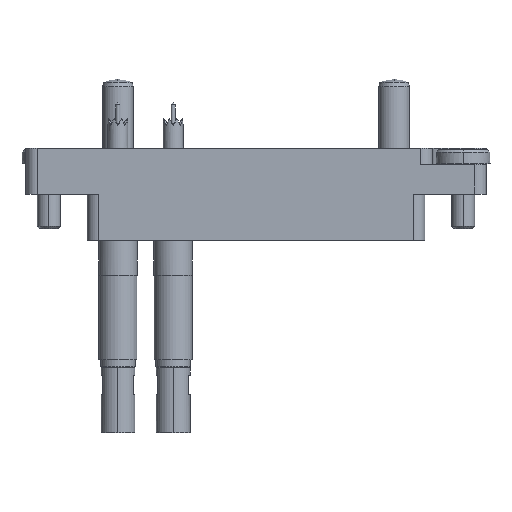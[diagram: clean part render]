
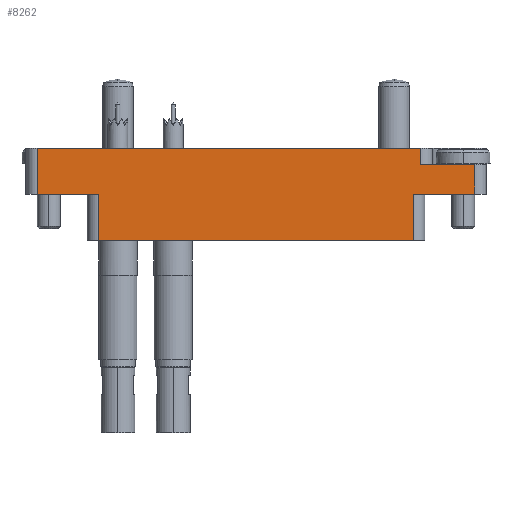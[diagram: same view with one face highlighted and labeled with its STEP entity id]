
A CAD part, left-side view. The second image highlights one B-rep face of the part: STEP entity #8262.
In plain terms, the highlighted face is planar.
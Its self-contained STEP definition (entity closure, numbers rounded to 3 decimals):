
#228 = ORIENTED_EDGE ( 'NONE', *, *, #24991, .F. ) ;
#255 = DIRECTION ( 'NONE',  ( -1., 0., 0. ) ) ;
#534 = ORIENTED_EDGE ( 'NONE', *, *, #17647, .T. ) ;
#932 = DIRECTION ( 'NONE',  ( 0., 1., 0. ) ) ;
#1104 = CARTESIAN_POINT ( 'NONE',  ( -28.5, 0., 14.35 ) ) ;
#1229 = LINE ( 'NONE', #5376, #14731 ) ;
#1621 = VERTEX_POINT ( 'NONE', #11202 ) ;
#1986 = VERTEX_POINT ( 'NONE', #23586 ) ;
#2198 = VERTEX_POINT ( 'NONE', #20959 ) ;
#2628 = EDGE_CURVE ( 'NONE', #1986, #23224, #9648, .T. ) ;
#2873 = LINE ( 'NONE', #18843, #15684 ) ;
#3425 = DIRECTION ( 'NONE',  ( 1., 0., 0. ) ) ;
#3433 = DIRECTION ( 'NONE',  ( 1., 0., 0. ) ) ;
#3457 = FACE_OUTER_BOUND ( 'NONE', #12848, .T. ) ;
#4005 = DIRECTION ( 'NONE',  ( 0., -1., 0. ) ) ;
#5376 = CARTESIAN_POINT ( 'NONE',  ( 30., 3.9, 14.35 ) ) ;
#5714 = DIRECTION ( 'NONE',  ( -1., 0., 0. ) ) ;
#6521 = CARTESIAN_POINT ( 'NONE',  ( 21.5, 6., 14.35 ) ) ;
#6885 = DIRECTION ( 'NONE',  ( 0., 1., 0. ) ) ;
#6897 = VERTEX_POINT ( 'NONE', #24669 ) ;
#6949 = VECTOR ( 'NONE', #21426, 1000. ) ;
#7108 = VECTOR ( 'NONE', #7561, 1000. ) ;
#7561 = DIRECTION ( 'NONE',  ( 0., -1., 0. ) ) ;
#7771 = VERTEX_POINT ( 'NONE', #6521 ) ;
#7830 = ORIENTED_EDGE ( 'NONE', *, *, #2628, .T. ) ;
#7989 = VERTEX_POINT ( 'NONE', #16942 ) ;
#8227 = ORIENTED_EDGE ( 'NONE', *, *, #15723, .T. ) ;
#8262 = ADVANCED_FACE ( 'NONE', ( #3457 ), #18248, .F. ) ;
#8349 = ORIENTED_EDGE ( 'NONE', *, *, #10835, .F. ) ;
#8389 = DIRECTION ( 'NONE',  ( -1., 0., 0. ) ) ;
#9076 = LINE ( 'NONE', #15101, #22942 ) ;
#9648 = LINE ( 'NONE', #21966, #7108 ) ;
#9971 = DIRECTION ( 'NONE',  ( 0., 0., -1. ) ) ;
#10835 = EDGE_CURVE ( 'NONE', #1621, #22049, #1229, .T. ) ;
#10933 = VECTOR ( 'NONE', #6885, 1000. ) ;
#11109 = CARTESIAN_POINT ( 'NONE',  ( -20.5, -6., 14.35 ) ) ;
#11202 = CARTESIAN_POINT ( 'NONE',  ( 21.5, 3.9, 14.35 ) ) ;
#11471 = LINE ( 'NONE', #17643, #24513 ) ;
#11715 = CARTESIAN_POINT ( 'NONE',  ( 28.5, 3.9, 14.35 ) ) ;
#12848 = EDGE_LOOP ( 'NONE', ( #16729, #8227, #14695, #534, #8349, #25660, #20157, #7830, #228, #17400 ) ) ;
#12967 = CARTESIAN_POINT ( 'NONE',  ( -30., 6., 14.35 ) ) ;
#13113 = VERTEX_POINT ( 'NONE', #22585 ) ;
#13336 = EDGE_CURVE ( 'NONE', #7989, #25762, #19985, .T. ) ;
#13554 = EDGE_CURVE ( 'NONE', #1621, #7771, #2873, .T. ) ;
#13689 = CARTESIAN_POINT ( 'NONE',  ( 30., 0., 14.35 ) ) ;
#13942 = CARTESIAN_POINT ( 'NONE',  ( -20.5, 0., 14.35 ) ) ;
#14287 = CARTESIAN_POINT ( 'NONE',  ( -30., 0., 14.35 ) ) ;
#14695 = ORIENTED_EDGE ( 'NONE', *, *, #17630, .F. ) ;
#14731 = VECTOR ( 'NONE', #3425, 1000. ) ;
#15101 = CARTESIAN_POINT ( 'NONE',  ( 30., 0., 14.35 ) ) ;
#15671 = LINE ( 'NONE', #13689, #25322 ) ;
#15684 = VECTOR ( 'NONE', #932, 1000. ) ;
#15723 = EDGE_CURVE ( 'NONE', #13113, #6897, #23088, .T. ) ;
#16729 = ORIENTED_EDGE ( 'NONE', *, *, #18842, .F. ) ;
#16942 = CARTESIAN_POINT ( 'NONE',  ( -20.5, 0., 14.35 ) ) ;
#17400 = ORIENTED_EDGE ( 'NONE', *, *, #13336, .T. ) ;
#17630 = EDGE_CURVE ( 'NONE', #2198, #6897, #15671, .T. ) ;
#17643 = CARTESIAN_POINT ( 'NONE',  ( -22., -6., 14.35 ) ) ;
#17647 = EDGE_CURVE ( 'NONE', #2198, #22049, #21296, .T. ) ;
#18248 = PLANE ( 'NONE',  #18916 ) ;
#18399 = VECTOR ( 'NONE', #3433, 1000. ) ;
#18842 = EDGE_CURVE ( 'NONE', #13113, #25762, #11471, .T. ) ;
#18843 = CARTESIAN_POINT ( 'NONE',  ( 21.5, 0., 14.35 ) ) ;
#18916 = AXIS2_PLACEMENT_3D ( 'NONE', #14287, #9971, #8389 ) ;
#19174 = DIRECTION ( 'NONE',  ( -1., 0., 0. ) ) ;
#19435 = VECTOR ( 'NONE', #4005, 1000. ) ;
#19985 = LINE ( 'NONE', #13942, #19435 ) ;
#20157 = ORIENTED_EDGE ( 'NONE', *, *, #25381, .F. ) ;
#20567 = CARTESIAN_POINT ( 'NONE',  ( 28.5, 3.9, 14.35 ) ) ;
#20959 = CARTESIAN_POINT ( 'NONE',  ( 28.5, 0., 14.35 ) ) ;
#21296 = LINE ( 'NONE', #11715, #6949 ) ;
#21426 = DIRECTION ( 'NONE',  ( 0., 1., 0. ) ) ;
#21966 = CARTESIAN_POINT ( 'NONE',  ( -28.5, 0., 14.35 ) ) ;
#22049 = VERTEX_POINT ( 'NONE', #20567 ) ;
#22585 = CARTESIAN_POINT ( 'NONE',  ( 20.5, -6., 14.35 ) ) ;
#22942 = VECTOR ( 'NONE', #19174, 1000. ) ;
#23088 = LINE ( 'NONE', #24788, #10933 ) ;
#23224 = VERTEX_POINT ( 'NONE', #1104 ) ;
#23586 = CARTESIAN_POINT ( 'NONE',  ( -28.5, 6., 14.35 ) ) ;
#24513 = VECTOR ( 'NONE', #255, 1000. ) ;
#24669 = CARTESIAN_POINT ( 'NONE',  ( 20.5, 0., 14.35 ) ) ;
#24788 = CARTESIAN_POINT ( 'NONE',  ( 20.5, 0., 14.35 ) ) ;
#24991 = EDGE_CURVE ( 'NONE', #7989, #23224, #9076, .T. ) ;
#25322 = VECTOR ( 'NONE', #5714, 1000. ) ;
#25381 = EDGE_CURVE ( 'NONE', #1986, #7771, #25394, .T. ) ;
#25394 = LINE ( 'NONE', #12967, #18399 ) ;
#25660 = ORIENTED_EDGE ( 'NONE', *, *, #13554, .T. ) ;
#25762 = VERTEX_POINT ( 'NONE', #11109 ) ;
